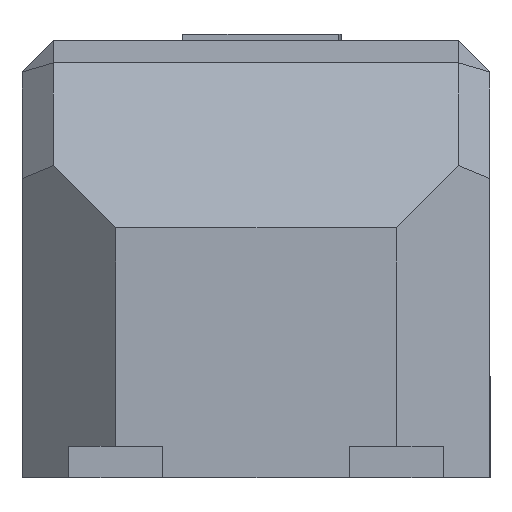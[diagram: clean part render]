
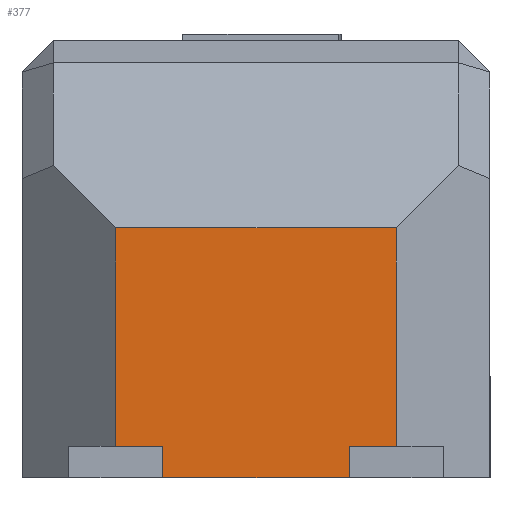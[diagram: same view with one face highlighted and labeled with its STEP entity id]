
A CAD part, left-side view. The second image highlights one B-rep face of the part: STEP entity #377.
In plain terms, the highlighted planar face has unit normal (-1, 0, 0).
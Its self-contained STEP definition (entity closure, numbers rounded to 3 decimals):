
#276=FACE_OUTER_BOUND('',#906,.T.);
#377=ADVANCED_FACE('',(#276),#488,.T.);
#488=PLANE('',#1943);
#580=LINE('',#2422,#723);
#581=LINE('',#2425,#724);
#582=LINE('',#2427,#725);
#583=LINE('',#2429,#726);
#723=VECTOR('',#2055,1.);
#724=VECTOR('',#2056,1.);
#725=VECTOR('',#2057,1.);
#726=VECTOR('',#2058,1.);
#906=EDGE_LOOP('',(#1038,#1039,#1040,#1041));
#1038=ORIENTED_EDGE('',*,*,#1696,.T.);
#1039=ORIENTED_EDGE('',*,*,#1697,.T.);
#1040=ORIENTED_EDGE('',*,*,#1698,.T.);
#1041=ORIENTED_EDGE('',*,*,#1699,.T.);
#1532=VERTEX_POINT('',#2423);
#1533=VERTEX_POINT('',#2424);
#1534=VERTEX_POINT('',#2426);
#1535=VERTEX_POINT('',#2428);
#1696=EDGE_CURVE('',#1532,#1533,#580,.T.);
#1697=EDGE_CURVE('',#1533,#1534,#581,.T.);
#1698=EDGE_CURVE('',#1534,#1535,#582,.T.);
#1699=EDGE_CURVE('',#1535,#1532,#583,.T.);
#1943=AXIS2_PLACEMENT_3D('',#2430,#2059,#2060);
#2055=DIRECTION('',(0.,0.,1.));
#2056=DIRECTION('',(0.,1.,0.));
#2057=DIRECTION('',(0.,0.,-1.));
#2058=DIRECTION('',(0.,-1.,0.));
#2059=DIRECTION('',(-1.,0.,0.));
#2060=DIRECTION('',(0.,0.,1.));
#2422=CARTESIAN_POINT('',(0.,0.3,0.));
#2423=CARTESIAN_POINT('',(0.,0.3,0.));
#2424=CARTESIAN_POINT('',(0.,0.3,0.8));
#2425=CARTESIAN_POINT('',(0.,0.75,0.8));
#2426=CARTESIAN_POINT('',(0.,1.2,0.8));
#2427=CARTESIAN_POINT('',(0.,1.2,0.));
#2428=CARTESIAN_POINT('',(0.,1.2,0.));
#2429=CARTESIAN_POINT('',(0.,0.75,0.));
#2430=CARTESIAN_POINT('',(0.,0.75,0.));
